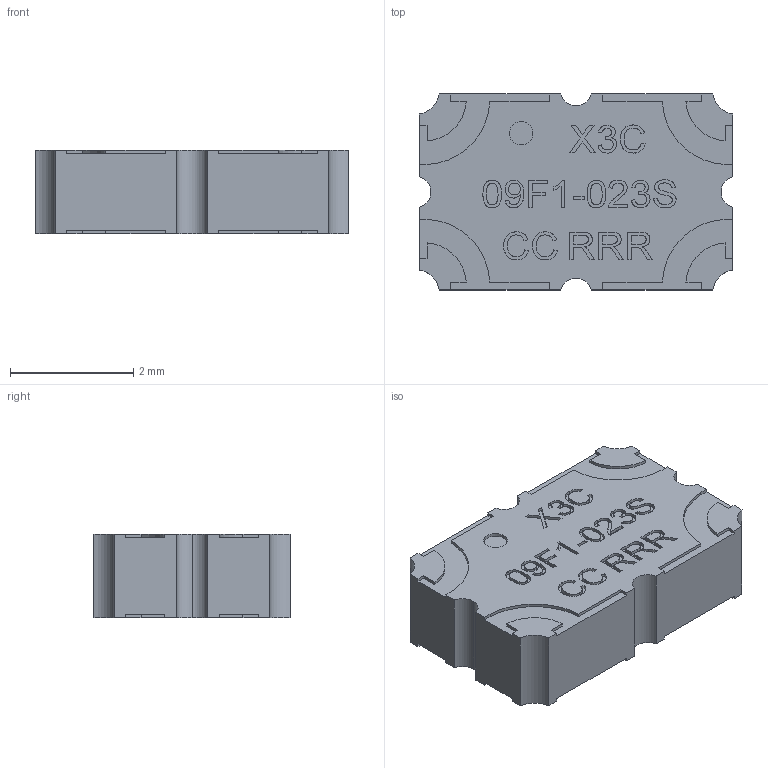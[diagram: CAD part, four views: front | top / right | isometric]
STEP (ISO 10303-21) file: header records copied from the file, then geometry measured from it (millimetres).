
FILE_DESCRIPTION (( 'STEP AP203' ), '1' );
FILE_NAME ('X3C09F1-023S_3D_Model_for_Website.STEP', '2024-02-20T15:30:41', ( '' ), ( '' ), 'SwSTEP 2.0', 'SolidWorks 2023', '' );
FILE_SCHEMA (( 'CONFIG_CONTROL_DESIGN' ));
Length unit declared in the file: inch
Products named in the file (1): X3C09F1-023S_3D_Model_for_Website
Bounding box: 5.08 x 3.17 x 1.35 mm (x, y, z)
Volume: 20.5 mm3; surface area: 56.5 mm2
Topology: 1 solids, 1 shells, 361 faces, 1002 edges, 668 vertices
Faces by surface type: plane 202, bspline 138, cylinder 21
Entity records: 19493 total; most frequent: CARTESIAN_POINT 11074, ORIENTED_EDGE 2004, DIRECTION 1216, EDGE_CURVE 1002, LINE 684, VECTOR 684, VERTEX_POINT 668, EDGE_LOOP 386
